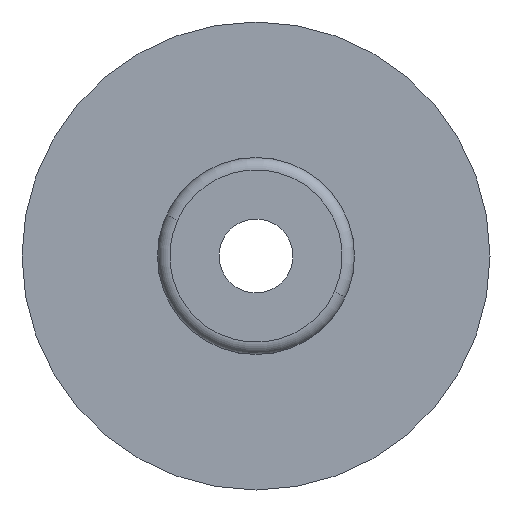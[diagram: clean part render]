
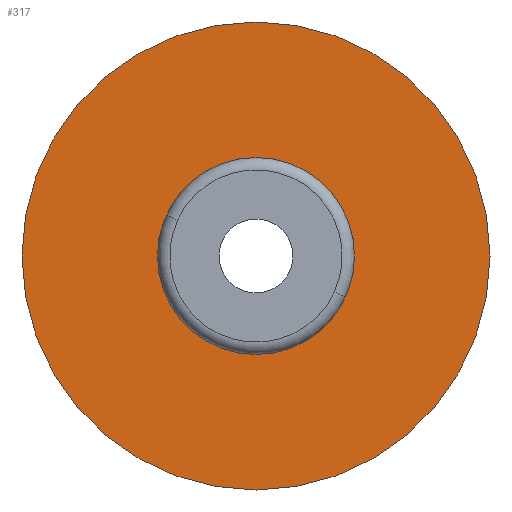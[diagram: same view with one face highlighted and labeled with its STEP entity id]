
A CAD part, front view. The second image highlights one B-rep face of the part: STEP entity #317.
In plain terms, the highlighted planar face has unit normal (0, -1, 0).
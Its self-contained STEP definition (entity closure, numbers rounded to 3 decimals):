
#14 = AXIS2_PLACEMENT_3D ( 'NONE', #176, #315, #180 ) ;
#25 = CIRCLE ( 'NONE', #446, 4. ) ;
#26 = CARTESIAN_POINT ( 'NONE',  ( 0., 0., 0. ) ) ;
#45 = CIRCLE ( 'NONE', #133, 4. ) ;
#55 = DIRECTION ( 'NONE',  ( 0., 1., 0. ) ) ;
#62 = CARTESIAN_POINT ( 'NONE',  ( 0., 0., -4. ) ) ;
#93 = EDGE_CURVE ( 'NONE', #510, #567, #45, .T. ) ;
#103 = DIRECTION ( 'NONE',  ( 0., 0., 1. ) ) ;
#111 = DIRECTION ( 'NONE',  ( 0., 1., 0. ) ) ;
#113 = ORIENTED_EDGE ( 'NONE', *, *, #460, .F. ) ;
#115 = ORIENTED_EDGE ( 'NONE', *, *, #202, .T. ) ;
#119 = VERTEX_POINT ( 'NONE', #236 ) ;
#122 = CARTESIAN_POINT ( 'NONE',  ( 0., 0., 0. ) ) ;
#125 = PLANE ( 'NONE',  #408 ) ;
#126 = ORIENTED_EDGE ( 'NONE', *, *, #252, .F. ) ;
#133 = AXIS2_PLACEMENT_3D ( 'NONE', #147, #55, #192 ) ;
#147 = CARTESIAN_POINT ( 'NONE',  ( 0., 0., 0. ) ) ;
#175 = CIRCLE ( 'NONE', #210, 9.5 ) ;
#176 = CARTESIAN_POINT ( 'NONE',  ( 0., 0., 0. ) ) ;
#180 = DIRECTION ( 'NONE',  ( 0., 0., 1. ) ) ;
#192 = DIRECTION ( 'NONE',  ( 0., 0., 1. ) ) ;
#202 = EDGE_CURVE ( 'NONE', #567, #510, #25, .T. ) ;
#204 = DIRECTION ( 'NONE',  ( 0., 0., 1. ) ) ;
#210 = AXIS2_PLACEMENT_3D ( 'NONE', #241, #329, #204 ) ;
#216 = DIRECTION ( 'NONE',  ( 0., 0., 1. ) ) ;
#236 = CARTESIAN_POINT ( 'NONE',  ( 0., 0., 9.5 ) ) ;
#237 = CARTESIAN_POINT ( 'NONE',  ( 0., 0., -9.5 ) ) ;
#241 = CARTESIAN_POINT ( 'NONE',  ( 0., 0., 0. ) ) ;
#246 = EDGE_LOOP ( 'NONE', ( #115, #559 ) ) ;
#252 = EDGE_CURVE ( 'NONE', #119, #541, #175, .T. ) ;
#315 = DIRECTION ( 'NONE',  ( 0., 1., 0. ) ) ;
#317 = ADVANCED_FACE ( 'NONE', ( #540, #490 ), #125, .F. ) ;
#329 = DIRECTION ( 'NONE',  ( 0., 1., 0. ) ) ;
#397 = DIRECTION ( 'NONE',  ( 0., 1., 0. ) ) ;
#408 = AXIS2_PLACEMENT_3D ( 'NONE', #122, #397, #216 ) ;
#429 = EDGE_LOOP ( 'NONE', ( #113, #126 ) ) ;
#446 = AXIS2_PLACEMENT_3D ( 'NONE', #26, #111, #103 ) ;
#460 = EDGE_CURVE ( 'NONE', #541, #119, #571, .T. ) ;
#490 = FACE_BOUND ( 'NONE', #246, .T. ) ;
#510 = VERTEX_POINT ( 'NONE', #544 ) ;
#540 = FACE_OUTER_BOUND ( 'NONE', #429, .T. ) ;
#541 = VERTEX_POINT ( 'NONE', #237 ) ;
#544 = CARTESIAN_POINT ( 'NONE',  ( 0., 0., 4. ) ) ;
#559 = ORIENTED_EDGE ( 'NONE', *, *, #93, .T. ) ;
#567 = VERTEX_POINT ( 'NONE', #62 ) ;
#571 = CIRCLE ( 'NONE', #14, 9.5 ) ;
